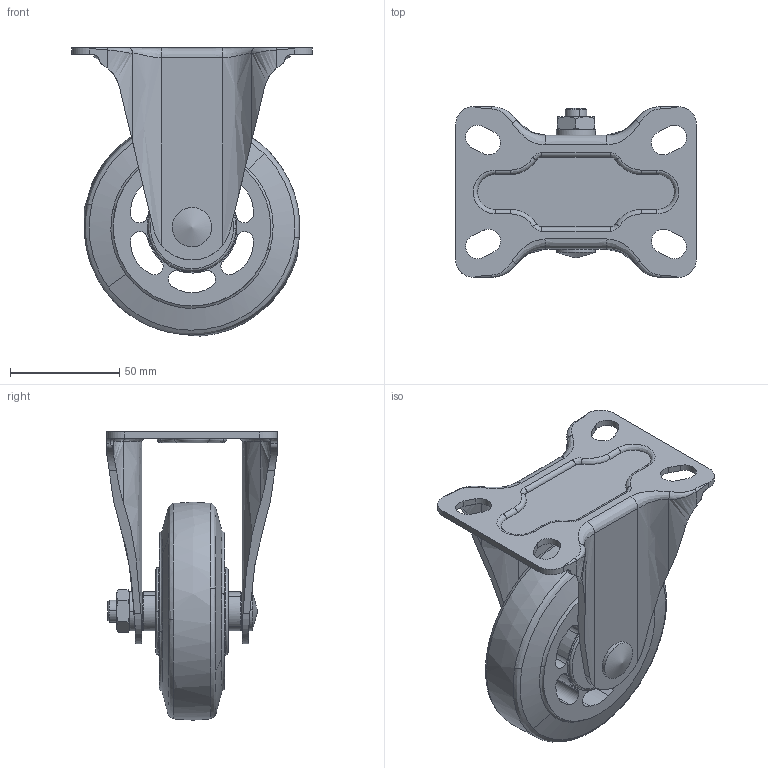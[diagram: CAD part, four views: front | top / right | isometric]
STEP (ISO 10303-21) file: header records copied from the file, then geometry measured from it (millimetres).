
FILE_DESCRIPTION((''),'2;1');
FILE_NAME('','2006-10-31T08:17:29',(''),(''),'','CADfix','');
FILE_SCHEMA(('AUTOMOTIVE_DESIGN'));
Length unit declared in the file: millimetre
Products named in the file (4): wheel; body; axle; 320SR_ARB100_1093_36
Assembly tree (3 placements, depth 2):
  320SR_ARB100_1093_36
    wheel
    body
    axle
Bounding box: 110 x 78 x 131.83 mm (x, y, z)
Volume: 238360.2 mm3; surface area: 71026 mm2
Topology: 3 solids, 3 shells, 259 faces, 784 edges, 540 vertices
Faces by surface type: bspline 259
Entity records: 10381 total; most frequent: CARTESIAN_POINT 6190, ORIENTED_EDGE 1560, EDGE_CURVE 780, VERTEX_POINT 540, EDGE_LOOP 298, FACE_OUTER_BOUND 259, ADVANCED_FACE 259, QUASI_UNIFORM_CURVE 235
